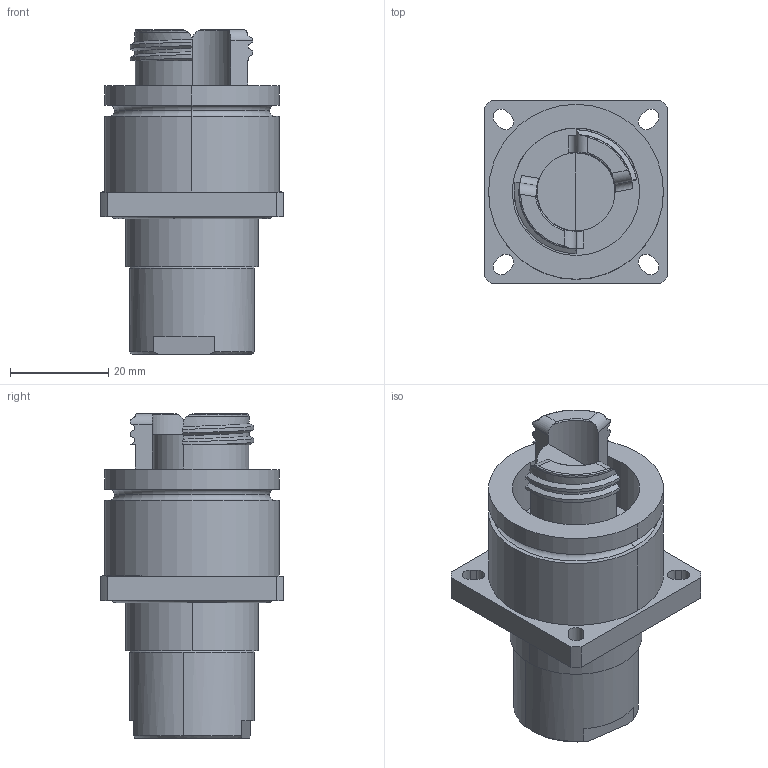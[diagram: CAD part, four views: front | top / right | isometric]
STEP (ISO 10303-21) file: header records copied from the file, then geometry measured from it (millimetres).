
FILE_DESCRIPTION (( 'STEP AP203' ), '1' );
FILE_NAME ('Size 15 Hermaphroditic Flange.STEP', '2019-03-27T18:42:04', ( '' ), ( '' ), 'SwSTEP 2.0', 'SolidWorks 2019', '' );
FILE_SCHEMA (( 'CONFIG_CONTROL_DESIGN' ));
Length unit declared in the file: inch
Products named in the file (1): Size 15 Hermaphroditic Flange
Bounding box: 37.34 x 37.34 x 66.04 mm (x, y, z)
Volume: 41222.7 mm3; surface area: 12311 mm2
Topology: 1 solids, 2 shells, 135 faces, 353 edges, 233 vertices
Faces by surface type: cylinder 60, plane 43, bspline 14, torus 10, cone 8
Entity records: 6116 total; most frequent: CARTESIAN_POINT 2811, ORIENTED_EDGE 706, DIRECTION 645, EDGE_CURVE 353, AXIS2_PLACEMENT_3D 254, VERTEX_POINT 233, EDGE_LOOP 156, LINE 137
